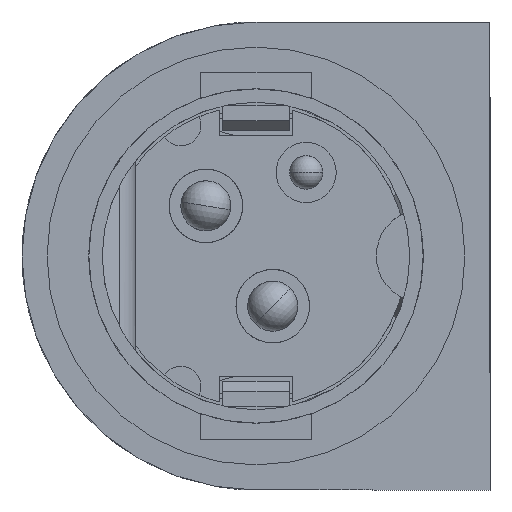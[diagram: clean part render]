
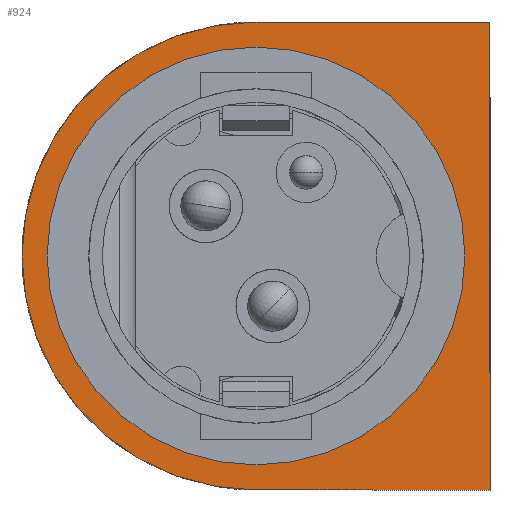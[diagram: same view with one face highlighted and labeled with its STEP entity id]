
A CAD part, left-side view. The second image highlights one B-rep face of the part: STEP entity #924.
In plain terms, the highlighted face is planar.
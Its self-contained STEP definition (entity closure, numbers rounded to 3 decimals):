
#491 = ORIENTED_EDGE ( 'NONE', *, *, #9565, .T. ) ;
#690 = LINE ( 'NONE', #934, #815 ) ;
#815 = VECTOR ( 'NONE', #8030, 1000. ) ;
#924 = ADVANCED_FACE ( 'NONE', ( #12232, #5213 ), #9774, .F. ) ;
#934 = CARTESIAN_POINT ( 'NONE',  ( 9.7, 0., 7. ) ) ;
#1273 = EDGE_LOOP ( 'NONE', ( #491, #12126, #14880, #2582 ) ) ;
#1413 = CARTESIAN_POINT ( 'NONE',  ( 9.7, 7., 6.25 ) ) ;
#1574 = CARTESIAN_POINT ( 'NONE',  ( 9.7, 7., -7. ) ) ;
#1753 = CARTESIAN_POINT ( 'NONE',  ( 9.7, 7., 0. ) ) ;
#1838 = DIRECTION ( 'NONE',  ( 0., 0., 1. ) ) ;
#2200 = DIRECTION ( 'NONE',  ( 1., 0., 0. ) ) ;
#2341 = LINE ( 'NONE', #6837, #11167 ) ;
#2582 = ORIENTED_EDGE ( 'NONE', *, *, #3952, .T. ) ;
#2716 = EDGE_CURVE ( 'NONE', #15391, #7438, #5870, .T. ) ;
#3018 = CARTESIAN_POINT ( 'NONE',  ( 9.7, 7., 0. ) ) ;
#3404 = LINE ( 'NONE', #13956, #15152 ) ;
#3461 = CARTESIAN_POINT ( 'NONE',  ( 9.7, 7., 0. ) ) ;
#3839 = VERTEX_POINT ( 'NONE', #5711 ) ;
#3938 = ORIENTED_EDGE ( 'NONE', *, *, #6232, .F. ) ;
#3952 = EDGE_CURVE ( 'NONE', #5470, #11197, #8630, .T. ) ;
#4433 = AXIS2_PLACEMENT_3D ( 'NONE', #3461, #2200, #12902 ) ;
#4752 = EDGE_CURVE ( 'NONE', #3839, #14315, #2341, .T. ) ;
#5213 = FACE_OUTER_BOUND ( 'NONE', #1273, .T. ) ;
#5470 = VERTEX_POINT ( 'NONE', #1574 ) ;
#5512 = EDGE_LOOP ( 'NONE', ( #3938, #7687 ) ) ;
#5612 = DIRECTION ( 'NONE',  ( 1., 0., 0. ) ) ;
#5647 = CIRCLE ( 'NONE', #4433, 6.25 ) ;
#5711 = CARTESIAN_POINT ( 'NONE',  ( 9.7, 0., 7. ) ) ;
#5865 = CARTESIAN_POINT ( 'NONE',  ( 9.7, 0., -7. ) ) ;
#5870 = CIRCLE ( 'NONE', #14164, 6.25 ) ;
#6232 = EDGE_CURVE ( 'NONE', #7438, #15391, #5647, .T. ) ;
#6717 = CARTESIAN_POINT ( 'NONE',  ( 9.7, 7., -6.25 ) ) ;
#6837 = CARTESIAN_POINT ( 'NONE',  ( 9.7, 0., 7. ) ) ;
#7438 = VERTEX_POINT ( 'NONE', #1413 ) ;
#7687 = ORIENTED_EDGE ( 'NONE', *, *, #2716, .F. ) ;
#7822 = DIRECTION ( 'NONE',  ( 1., 0., 0. ) ) ;
#8030 = DIRECTION ( 'NONE',  ( 0., -1., 0. ) ) ;
#8591 = DIRECTION ( 'NONE',  ( 0., 0., 1. ) ) ;
#8630 = CIRCLE ( 'NONE', #13182, 7. ) ;
#9184 = EDGE_CURVE ( 'NONE', #14315, #5470, #3404, .T. ) ;
#9565 = EDGE_CURVE ( 'NONE', #11197, #3839, #690, .T. ) ;
#9701 = DIRECTION ( 'NONE',  ( -1., 0., 0. ) ) ;
#9774 = PLANE ( 'NONE',  #10588 ) ;
#10402 = DIRECTION ( 'NONE',  ( 0., 0., -1. ) ) ;
#10554 = DIRECTION ( 'NONE',  ( 0., 1., 0. ) ) ;
#10588 = AXIS2_PLACEMENT_3D ( 'NONE', #14586, #9701, #8591 ) ;
#11167 = VECTOR ( 'NONE', #15488, 1000. ) ;
#11197 = VERTEX_POINT ( 'NONE', #11382 ) ;
#11382 = CARTESIAN_POINT ( 'NONE',  ( 9.7, 7., 7. ) ) ;
#12126 = ORIENTED_EDGE ( 'NONE', *, *, #4752, .T. ) ;
#12232 = FACE_BOUND ( 'NONE', #5512, .T. ) ;
#12902 = DIRECTION ( 'NONE',  ( 0., 0., -1. ) ) ;
#13182 = AXIS2_PLACEMENT_3D ( 'NONE', #3018, #7822, #1838 ) ;
#13956 = CARTESIAN_POINT ( 'NONE',  ( 9.7, 7., -7. ) ) ;
#14164 = AXIS2_PLACEMENT_3D ( 'NONE', #1753, #5612, #10402 ) ;
#14315 = VERTEX_POINT ( 'NONE', #5865 ) ;
#14586 = CARTESIAN_POINT ( 'NONE',  ( 9.7, 7., 0. ) ) ;
#14880 = ORIENTED_EDGE ( 'NONE', *, *, #9184, .T. ) ;
#15152 = VECTOR ( 'NONE', #10554, 1000. ) ;
#15391 = VERTEX_POINT ( 'NONE', #6717 ) ;
#15488 = DIRECTION ( 'NONE',  ( 0., 0., -1. ) ) ;
